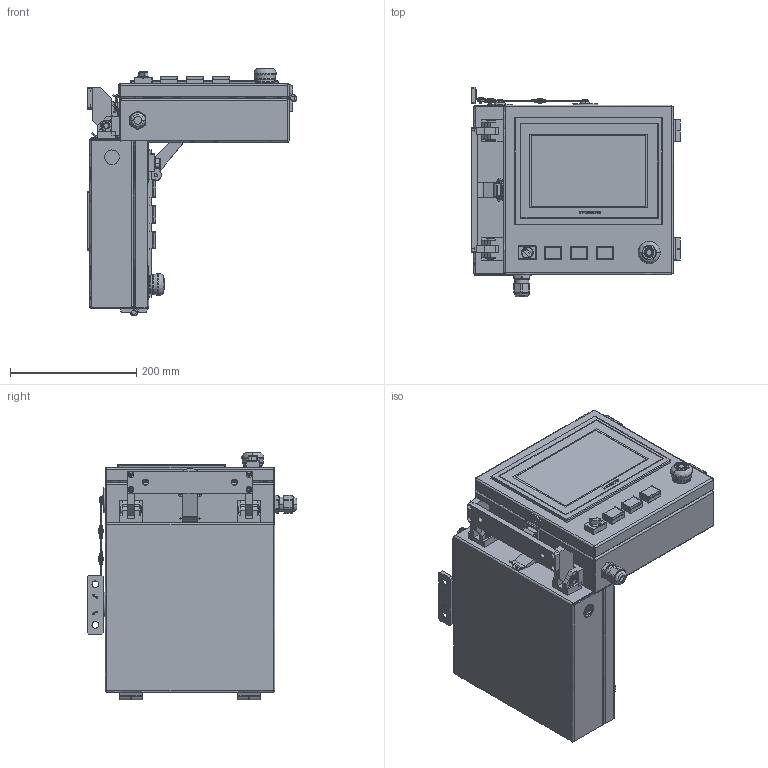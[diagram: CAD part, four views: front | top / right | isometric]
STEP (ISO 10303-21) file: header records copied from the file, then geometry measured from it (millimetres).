
FILE_DESCRIPTION(('FreeCAD Model'),'2;1');
FILE_NAME('Open CASCADE Shape Model','2025-05-02T14:54:11',('FreeCAD'),( 'FreeCAD'),'Open CASCADE STEP processor 7.6','FreeCAD','Unknown');
FILE_SCHEMA(('AUTOMOTIVE_DESIGN { 1 0 10303 214 1 1 1 1 }'));
Products named in the file (1): Open CASCADE STEP translator 7.6 1
Bounding box: 330.47 x 331.52 x 391.75 mm (x, y, z)
Volume: 4580586.5 mm3; surface area: 1357430.5 mm2
Topology: 76 solids, 76 shells, 4396 faces, 11441 edges, 7331 vertices
Faces by surface type: bspline 4396
Entity records: 143540 total; most frequent: CARTESIAN_POINT 76204, ORIENTED_EDGE 22742, EDGE_CURVE 11371, B_SPLINE_CURVE_WITH_KNOTS 8401, VERTEX_POINT 7331, FACE_BOUND 5070, EDGE_LOOP 5070, ADVANCED_FACE 4396
